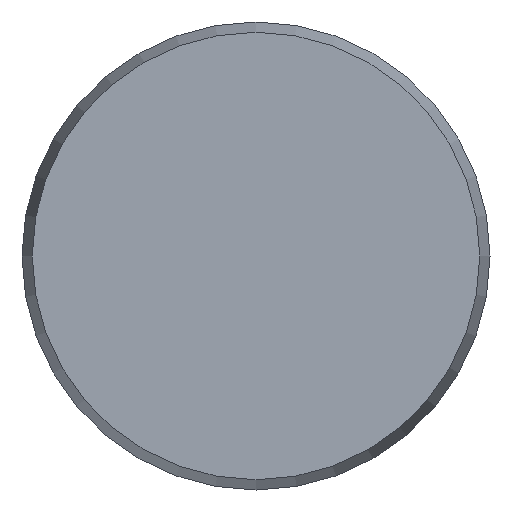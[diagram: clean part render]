
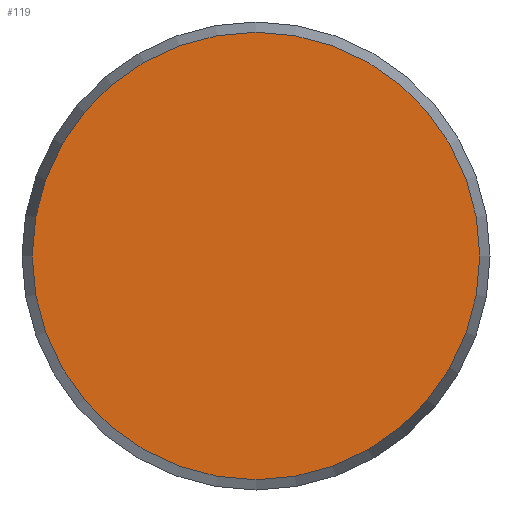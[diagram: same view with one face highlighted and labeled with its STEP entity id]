
A CAD part, front view. The second image highlights one B-rep face of the part: STEP entity #119.
In plain terms, the highlighted planar face has unit normal (0, -1, 0).
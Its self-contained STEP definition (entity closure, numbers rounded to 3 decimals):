
#119 = ADVANCED_FACE( '', ( #253 ), #254, .F. );
#253 = FACE_OUTER_BOUND( '', #426, .T. );
#254 = PLANE( '', #427 );
#426 = EDGE_LOOP( '', ( #667 ) );
#427 = AXIS2_PLACEMENT_3D( '', #668, #669, #670 );
#667 = ORIENTED_EDGE( '', *, *, #824, .T. );
#668 = CARTESIAN_POINT( '', ( 38.25, 0., 0. ) );
#669 = DIRECTION( '', ( 0., 1., 0. ) );
#670 = DIRECTION( '', ( 0., 0., 1. ) );
#824 = EDGE_CURVE( '', #966, #966, #967, .T. );
#966 = VERTEX_POINT( '', #1242 );
#967 = CIRCLE( '', #1243, 38.25 );
#1242 = CARTESIAN_POINT( '', ( 0., 0., -38.25 ) );
#1243 = AXIS2_PLACEMENT_3D( '', #1389, #1390, #1391 );
#1389 = CARTESIAN_POINT( '', ( 0., 0., 0. ) );
#1390 = DIRECTION( '', ( 0., -1., 0. ) );
#1391 = DIRECTION( '', ( 0., 0., -1. ) );
